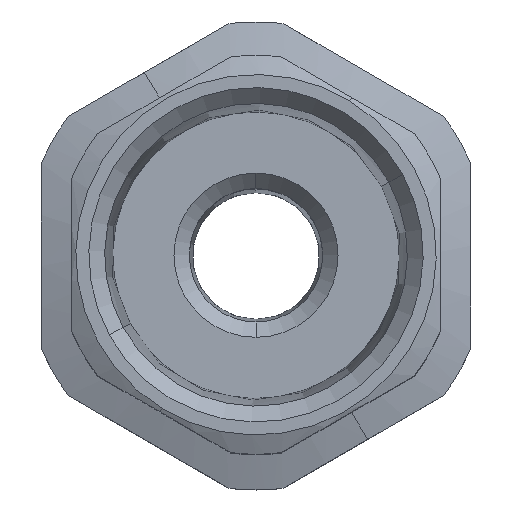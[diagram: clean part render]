
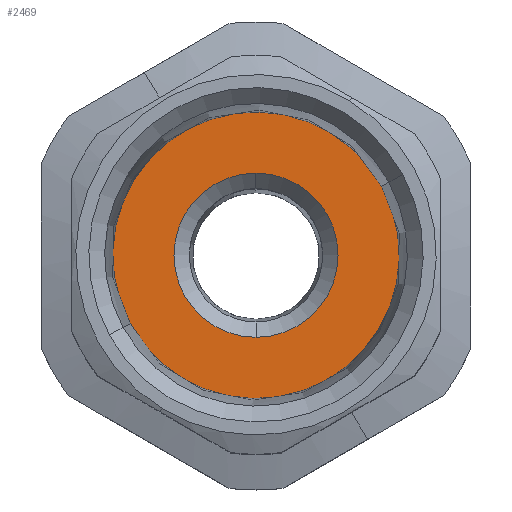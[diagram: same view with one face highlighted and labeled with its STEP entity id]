
A CAD part, top view. The second image highlights one B-rep face of the part: STEP entity #2469.
In plain terms, the highlighted planar face has unit normal (0, 0, 1).
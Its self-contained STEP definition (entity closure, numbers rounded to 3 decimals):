
#2431=AXIS2_PLACEMENT_3D('Plane Axis2P3D',#2428,#2429,#2430) ;
#2435=AXIS2_PLACEMENT_3D('Circle Axis2P3D',#2433,#2434,$) ;
#2444=AXIS2_PLACEMENT_3D('Circle Axis2P3D',#2442,#2443,$) ;
#2453=AXIS2_PLACEMENT_3D('Circle Axis2P3D',#2451,#2452,$) ;
#2462=AXIS2_PLACEMENT_3D('Circle Axis2P3D',#2460,#2461,$) ;
#2428=CARTESIAN_POINT('Axis2P3D Location',(14.,15.25,52.25)) ;
#2433=CARTESIAN_POINT('Axis2P3D Location',(14.,15.25,52.25)) ;
#2437=CARTESIAN_POINT('Vertex',(5.803,10.772,52.25)) ;
#2439=CARTESIAN_POINT('Vertex',(22.197,19.728,52.25)) ;
#2442=CARTESIAN_POINT('Axis2P3D Location',(14.,15.25,52.25)) ;
#2451=CARTESIAN_POINT('Axis2P3D Location',(14.,15.25,52.25)) ;
#2455=CARTESIAN_POINT('Vertex',(14.,20.6,52.25)) ;
#2457=CARTESIAN_POINT('Vertex',(14.,9.9,52.25)) ;
#2460=CARTESIAN_POINT('Axis2P3D Location',(14.,15.25,52.25)) ;
#2429=DIRECTION('Axis2P3D Direction',(0.,0.,1.)) ;
#2430=DIRECTION('Axis2P3D XDirection',(0.,1.,0.)) ;
#2434=DIRECTION('Axis2P3D Direction',(0.,0.,1.)) ;
#2443=DIRECTION('Axis2P3D Direction',(0.,0.,1.)) ;
#2452=DIRECTION('Axis2P3D Direction',(0.,0.,1.)) ;
#2461=DIRECTION('Axis2P3D Direction',(0.,0.,1.)) ;
#2448=ORIENTED_EDGE('',*,*,#2441,.T.) ;
#2449=ORIENTED_EDGE('',*,*,#2446,.T.) ;
#2466=ORIENTED_EDGE('',*,*,#2459,.F.) ;
#2467=ORIENTED_EDGE('',*,*,#2464,.F.) ;
#2468=FACE_BOUND('',#2465,.T.) ;
#2469=ADVANCED_FACE('BODY',(#2450,#2468),#2432,.T.) ;
#2436=CIRCLE('generated circle',#2435,9.341) ;
#2445=CIRCLE('generated circle',#2444,9.341) ;
#2454=CIRCLE('generated circle',#2453,5.35) ;
#2463=CIRCLE('generated circle',#2462,5.35) ;
#2441=EDGE_CURVE('',#2438,#2440,#2436,.T.) ;
#2446=EDGE_CURVE('',#2440,#2438,#2445,.T.) ;
#2459=EDGE_CURVE('',#2456,#2458,#2454,.T.) ;
#2464=EDGE_CURVE('',#2458,#2456,#2463,.T.) ;
#2447=EDGE_LOOP('',(#2448,#2449)) ;
#2465=EDGE_LOOP('',(#2466,#2467)) ;
#2450=FACE_OUTER_BOUND('',#2447,.T.) ;
#2432=PLANE('',#2431) ;
#2438=VERTEX_POINT('',#2437) ;
#2440=VERTEX_POINT('',#2439) ;
#2456=VERTEX_POINT('',#2455) ;
#2458=VERTEX_POINT('',#2457) ;
